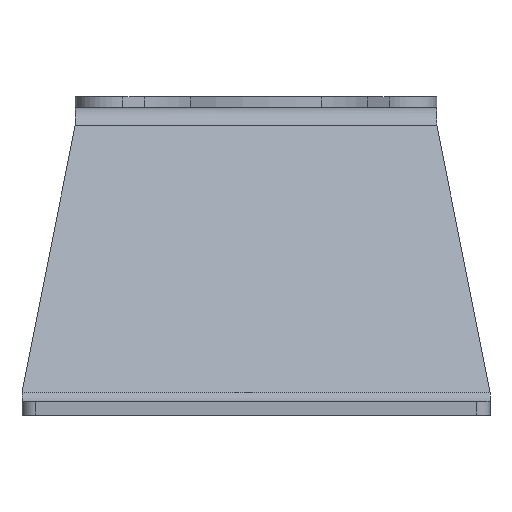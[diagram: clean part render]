
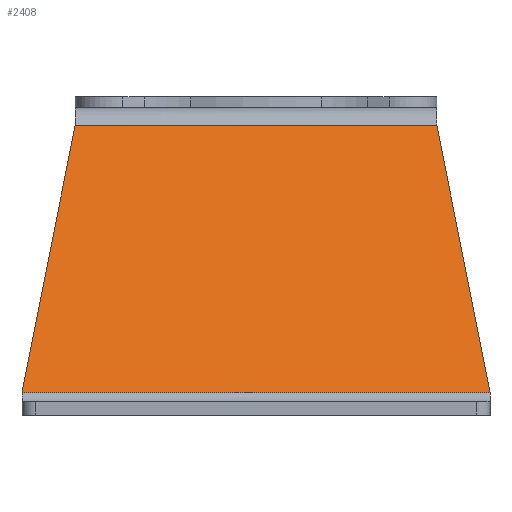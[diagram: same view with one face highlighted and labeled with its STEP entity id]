
A CAD part, left-side view. The second image highlights one B-rep face of the part: STEP entity #2408.
In plain terms, the highlighted face is planar.
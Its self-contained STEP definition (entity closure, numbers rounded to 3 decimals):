
#403=FACE_OUTER_BOUND('',#568,.T.);
#568=EDGE_LOOP('',(#1823,#1824,#1825,#1826));
#771=LINE('',#3916,#944);
#777=LINE('',#3941,#950);
#778=LINE('',#3943,#951);
#779=LINE('',#3944,#952);
#944=VECTOR('',#3070,10.);
#950=VECTOR('',#3096,10.);
#951=VECTOR('',#3097,10.);
#952=VECTOR('',#3098,10.);
#1120=VERTEX_POINT('',#3913);
#1121=VERTEX_POINT('',#3915);
#1130=VERTEX_POINT('',#3940);
#1131=VERTEX_POINT('',#3942);
#1373=EDGE_CURVE('',#1121,#1120,#771,.T.);
#1386=EDGE_CURVE('',#1130,#1120,#777,.T.);
#1387=EDGE_CURVE('',#1130,#1131,#778,.T.);
#1388=EDGE_CURVE('',#1121,#1131,#779,.T.);
#1823=ORIENTED_EDGE('',*,*,#1373,.T.);
#1824=ORIENTED_EDGE('',*,*,#1386,.F.);
#1825=ORIENTED_EDGE('',*,*,#1387,.T.);
#1826=ORIENTED_EDGE('',*,*,#1388,.F.);
#2329=PLANE('',#2628);
#2408=ADVANCED_FACE('',(#403),#2329,.F.);
#2628=AXIS2_PLACEMENT_3D('',#3939,#3094,#3095);
#3070=DIRECTION('',(0.,-1.,0.));
#3094=DIRECTION('center_axis',(-0.94,0.,0.342));
#3095=DIRECTION('ref_axis',(0.342,0.,0.94));
#3096=DIRECTION('',(0.336,-0.184,0.924));
#3097=DIRECTION('',(0.,1.,0.));
#3098=DIRECTION('',(-0.336,-0.184,-0.924));
#3913=CARTESIAN_POINT('',(119.108,-68.923,35.295));
#3915=CARTESIAN_POINT('',(119.108,68.923,35.295));
#3916=CARTESIAN_POINT('',(119.108,0.,35.295));
#3939=CARTESIAN_POINT('Origin',(104.755,0.,
-4.14));
#3940=CARTESIAN_POINT('',(90.504,-53.296,-43.295));
#3941=CARTESIAN_POINT('',(90.504,-53.296,-43.295));
#3942=CARTESIAN_POINT('',(90.504,53.296,-43.295));
#3943=CARTESIAN_POINT('',(90.504,0.,-43.295));
#3944=CARTESIAN_POINT('',(90.504,53.296,-43.295));
